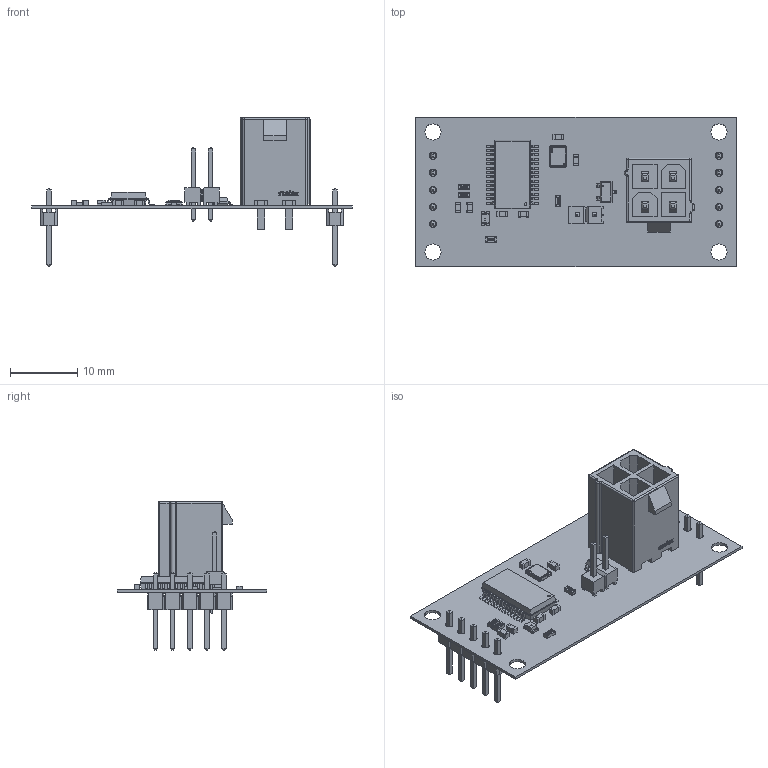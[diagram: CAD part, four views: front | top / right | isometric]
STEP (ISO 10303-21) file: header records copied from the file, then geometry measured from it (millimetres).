
FILE_DESCRIPTION(('Open CASCADE Model'),'2;1');
FILE_NAME('Open CASCADE Shape Model','2025-01-09T18:50:22',('Author'),( 'Open CASCADE'),'Open CASCADE STEP processor 7.5','Open CASCADE 7.5' ,'Unknown');
FILE_SCHEMA(('AUTOMOTIVE_DESIGN { 1 0 10303 214 1 1 1 1 }'));
Length unit declared in the file: millimetre
Products named in the file (52): PCB; Board; Open CASCADE STEP translator 7.5 1.1.1; R4; User Library-RES_1609-0603; D1; Diode_Lite-On_LTST-C171GKT_eec; Base; Crystal; Polarity Mark; Pads; Log; J1; Conn_Molex_0039281043_eec; 1; 2; 039281043; Molex Logo; 3; C1; User Library-C0603-2; Y2; Crys_EPSON_TSX-3225_16_0000MF18X-AC0_eec; 4; 5; U2; 7306751440; U1; MCP25625-E_SS; R3; R2; R1; J2; Conn_Samtec_TSW-102-07-F-S_eec; TSW-102-07-F-S_body; terminal; tail; logo; C6; C5 ...
Assembly tree (64 placements, depth 5):
  PCB
    Board
      Open CASCADE STEP translator 7.5 1.1.1
    R4
      User Library-RES_1609-0603
    D1
      Diode_Lite-On_LTST-C171GKT_eec
        Base
        Crystal
        Polarity Mark
        Pads
        Log
    J1
      Conn_Molex_0039281043_eec
        1
          1
          2
          039281043
          Molex Logo
        3
    C1
      User Library-C0603-2
    Y2
      Crys_EPSON_TSX-3225_16_0000MF18X-AC0_eec
        1
        2
        3
        4
        5
    U2
      7306751440
    U1
      MCP25625-E_SS
    R3
      User Library-RES_1609-0603
    R2
      User Library-RES_1609-0603
    R1
      User Library-RES_1609-0603
    J2
      Conn_Samtec_TSW-102-07-F-S_eec
        TSW-102-07-F-S_body
        terminal
        tail
        logo
    C6
      User Library-C0603-2
    C5
      User Library-C0603-2
    C4
      User Library-C0603-2
    C3
      User Library-C0603-2
    C2
      User Library-C0603-2
    H2
      61300511121
        6130xx11121_PIN  x5
        61300511121
    H1
Bounding box: 47.62 x 22.23 x 22.08 mm (x, y, z)
Volume: 1506.8 mm3; surface area: 4753.7 mm2
Topology: 125 solids, 125 shells, 2340 faces, 5756 edges, 3618 vertices
Faces by surface type: plane 1587, cylinder 355, bspline 284, sphere 106, torus 8
Full cylindrical faces by diameter (mm): 0.152 x1, 0.193 x1, 0.557 x1, 1.02 x2, 1.1 x10, 1.4 x4, 2.4 x4
Entity records: 53947 total; most frequent: CARTESIAN_POINT 12660, ORIENTED_EDGE 7882, DIRECTION 7084, EDGE_CURVE 3941, LINE 3134, VECTOR 3134, VERTEX_POINT 2576, AXIS2_PLACEMENT_3D 1975
